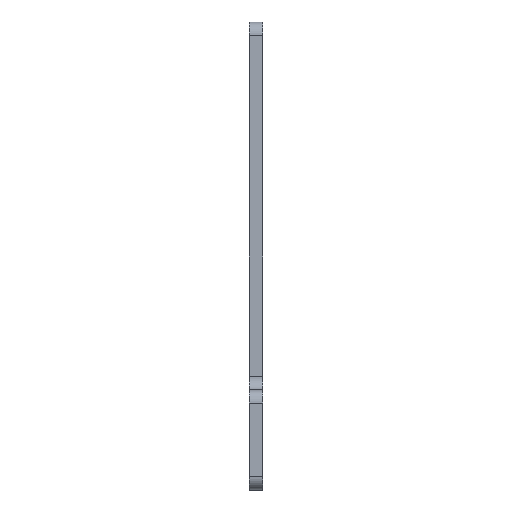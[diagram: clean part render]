
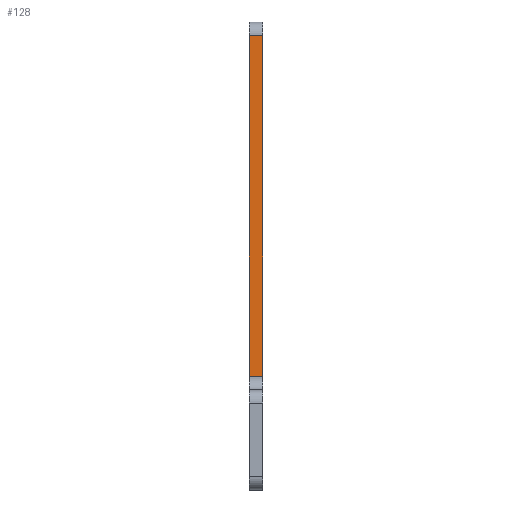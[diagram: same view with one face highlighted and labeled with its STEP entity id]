
A CAD part, left-side view. The second image highlights one B-rep face of the part: STEP entity #128.
In plain terms, the highlighted planar face has unit normal (-1, 0, 0).
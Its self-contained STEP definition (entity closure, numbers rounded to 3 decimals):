
#9 = VERTEX_POINT ( 'NONE', #395 ) ;
#117 = EDGE_CURVE ( 'NONE', #1686, #9, #579, .T. ) ;
#128 = ADVANCED_FACE ( 'NONE', ( #840 ), #1498, .F. ) ;
#149 = CARTESIAN_POINT ( 'NONE',  ( 0., 2., -55. ) ) ;
#283 = VERTEX_POINT ( 'NONE', #810 ) ;
#299 = DIRECTION ( 'NONE',  ( 1., 0., 0. ) ) ;
#395 = CARTESIAN_POINT ( 'NONE',  ( 0., 0., -2. ) ) ;
#397 = VECTOR ( 'NONE', #833, 1000. ) ;
#512 = LINE ( 'NONE', #1152, #540 ) ;
#513 = ORIENTED_EDGE ( 'NONE', *, *, #1078, .T. ) ;
#540 = VECTOR ( 'NONE', #929, 1000. ) ;
#579 = LINE ( 'NONE', #971, #397 ) ;
#583 = EDGE_CURVE ( 'NONE', #283, #1686, #512, .T. ) ;
#630 = CARTESIAN_POINT ( 'NONE',  ( 0., 2., -2. ) ) ;
#810 = CARTESIAN_POINT ( 'NONE',  ( 0., 2., -53. ) ) ;
#811 = LINE ( 'NONE', #149, #1088 ) ;
#833 = DIRECTION ( 'NONE',  ( 0., 0., 1. ) ) ;
#840 = FACE_OUTER_BOUND ( 'NONE', #1494, .T. ) ;
#929 = DIRECTION ( 'NONE',  ( 0., -1., 0. ) ) ;
#971 = CARTESIAN_POINT ( 'NONE',  ( 0., 0., -55. ) ) ;
#1078 = EDGE_CURVE ( 'NONE', #9, #1301, #1169, .T. ) ;
#1088 = VECTOR ( 'NONE', #1336, 1000. ) ;
#1152 = CARTESIAN_POINT ( 'NONE',  ( 0., 0., -53. ) ) ;
#1169 = LINE ( 'NONE', #630, #1278 ) ;
#1267 = ORIENTED_EDGE ( 'NONE', *, *, #117, .T. ) ;
#1278 = VECTOR ( 'NONE', #1690, 1000. ) ;
#1301 = VERTEX_POINT ( 'NONE', #1642 ) ;
#1336 = DIRECTION ( 'NONE',  ( 0., 0., 1. ) ) ;
#1344 = CARTESIAN_POINT ( 'NONE',  ( 0., 0., -53. ) ) ;
#1347 = DIRECTION ( 'NONE',  ( 0., 0., -1. ) ) ;
#1362 = CARTESIAN_POINT ( 'NONE',  ( 0., 2., -55. ) ) ;
#1382 = AXIS2_PLACEMENT_3D ( 'NONE', #1362, #299, #1347 ) ;
#1469 = ORIENTED_EDGE ( 'NONE', *, *, #1637, .F. ) ;
#1494 = EDGE_LOOP ( 'NONE', ( #1469, #1615, #1267, #513 ) ) ;
#1498 = PLANE ( 'NONE',  #1382 ) ;
#1615 = ORIENTED_EDGE ( 'NONE', *, *, #583, .T. ) ;
#1637 = EDGE_CURVE ( 'NONE', #283, #1301, #811, .T. ) ;
#1642 = CARTESIAN_POINT ( 'NONE',  ( 0., 2., -2. ) ) ;
#1686 = VERTEX_POINT ( 'NONE', #1344 ) ;
#1690 = DIRECTION ( 'NONE',  ( 0., 1., 0. ) ) ;
